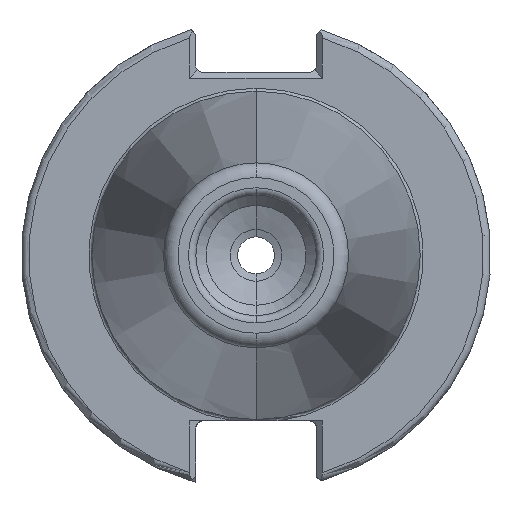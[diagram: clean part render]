
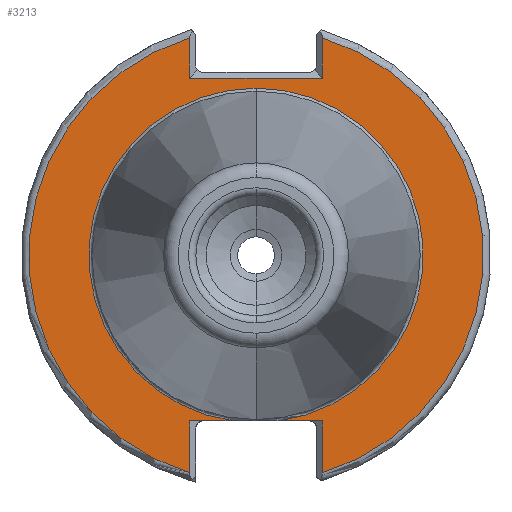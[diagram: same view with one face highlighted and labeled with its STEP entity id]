
A CAD part, left-side view. The second image highlights one B-rep face of the part: STEP entity #3213.
In plain terms, the highlighted planar face has unit normal (-1, 0, 0).
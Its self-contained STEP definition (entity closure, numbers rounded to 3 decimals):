
#116 = LINE ( 'NONE', #4620, #1593 ) ;
#118 = CIRCLE ( 'NONE', #2386, 30.775 ) ;
#129 = EDGE_CURVE ( 'NONE', #2748, #4712, #116, .T. ) ;
#156 = CARTESIAN_POINT ( 'NONE',  ( -76.82, -8.99, -22.41 ) ) ;
#233 = DIRECTION ( 'NONE',  ( 0., -1., 0. ) ) ;
#316 = AXIS2_PLACEMENT_3D ( 'NONE', #3527, #1028, #3923 ) ;
#350 = CARTESIAN_POINT ( 'NONE',  ( -76.82, -8.99, -29.433 ) ) ;
#358 = CARTESIAN_POINT ( 'NONE',  ( -76.82, -8.19, -22.41 ) ) ;
#633 = EDGE_CURVE ( 'NONE', #4553, #4634, #118, .T. ) ;
#652 = EDGE_CURVE ( 'NONE', #2756, #5156, #2504, .T. ) ;
#840 = DIRECTION ( 'NONE',  ( 0., 0., -1. ) ) ;
#879 = EDGE_CURVE ( 'NONE', #4910, #5156, #3832, .T. ) ;
#908 = CARTESIAN_POINT ( 'NONE',  ( -76.82, 0., 24. ) ) ;
#954 = EDGE_CURVE ( 'NONE', #3899, #4553, #3263, .T. ) ;
#962 = CARTESIAN_POINT ( 'NONE',  ( -76.82, 8.99, 30.701 ) ) ;
#1007 = CARTESIAN_POINT ( 'NONE',  ( -76.82, 8.99, 24. ) ) ;
#1028 = DIRECTION ( 'NONE',  ( -1., 0., 0. ) ) ;
#1064 = DIRECTION ( 'NONE',  ( 0., 0., 1. ) ) ;
#1076 = DIRECTION ( 'NONE',  ( -1., 0., 0. ) ) ;
#1085 = CARTESIAN_POINT ( 'NONE',  ( -76.82, 0., 0. ) ) ;
#1098 = CIRCLE ( 'NONE', #316, 22.625 ) ;
#1131 = DIRECTION ( 'NONE',  ( 0., 0., -1. ) ) ;
#1139 = CARTESIAN_POINT ( 'NONE',  ( -76.82, 0., 0. ) ) ;
#1149 = DIRECTION ( 'NONE',  ( -1., 0., 0. ) ) ;
#1157 = CARTESIAN_POINT ( 'NONE',  ( -76.82, 0., 0. ) ) ;
#1326 = LINE ( 'NONE', #3734, #3698 ) ;
#1408 = CARTESIAN_POINT ( 'NONE',  ( -76.82, -8.99, 24. ) ) ;
#1453 = CARTESIAN_POINT ( 'NONE',  ( -76.82, 8.99, 0. ) ) ;
#1528 = DIRECTION ( 'NONE',  ( 0., 0., -1. ) ) ;
#1534 = CARTESIAN_POINT ( 'NONE',  ( -76.82, -8.99, 29.433 ) ) ;
#1577 = VECTOR ( 'NONE', #4117, 1000. ) ;
#1593 = VECTOR ( 'NONE', #4641, 1000. ) ;
#1611 = CARTESIAN_POINT ( 'NONE',  ( -76.82, -8.99, 0. ) ) ;
#1661 = LINE ( 'NONE', #1453, #3897 ) ;
#1667 = DIRECTION ( 'NONE',  ( 0., 0., 1. ) ) ;
#1690 = LINE ( 'NONE', #1611, #1577 ) ;
#1925 = DIRECTION ( 'NONE',  ( 1., 0., 0. ) ) ;
#1953 = EDGE_CURVE ( 'NONE', #4634, #4910, #1661, .T. ) ;
#2386 = AXIS2_PLACEMENT_3D ( 'NONE', #1157, #1149, #1131 ) ;
#2504 = CIRCLE ( 'NONE', #2670, 22.625 ) ;
#2531 = EDGE_LOOP ( 'NONE', ( #2732, #2744, #2763, #2780, #2793, #2805, #2816, #2822, #2855, #2859, #2867 ) ) ;
#2640 = AXIS2_PLACEMENT_3D ( 'NONE', #1139, #4043, #1528 ) ;
#2670 = AXIS2_PLACEMENT_3D ( 'NONE', #1085, #1076, #1064 ) ;
#2699 = VECTOR ( 'NONE', #233, 1000. ) ;
#2732 = ORIENTED_EDGE ( 'NONE', *, *, #954, .T. ) ;
#2744 = ORIENTED_EDGE ( 'NONE', *, *, #633, .T. ) ;
#2748 = VERTEX_POINT ( 'NONE', #4354 ) ;
#2756 = VERTEX_POINT ( 'NONE', #4709 ) ;
#2763 = ORIENTED_EDGE ( 'NONE', *, *, #1953, .T. ) ;
#2765 = CARTESIAN_POINT ( 'NONE',  ( -76.82, 0., 0. ) ) ;
#2780 = ORIENTED_EDGE ( 'NONE', *, *, #879, .T. ) ;
#2793 = ORIENTED_EDGE ( 'NONE', *, *, #652, .F. ) ;
#2805 = ORIENTED_EDGE ( 'NONE', *, *, #3027, .F. ) ;
#2816 = ORIENTED_EDGE ( 'NONE', *, *, #129, .T. ) ;
#2822 = ORIENTED_EDGE ( 'NONE', *, *, #4503, .T. ) ;
#2855 = ORIENTED_EDGE ( 'NONE', *, *, #3204, .T. ) ;
#2859 = ORIENTED_EDGE ( 'NONE', *, *, #3273, .T. ) ;
#2867 = ORIENTED_EDGE ( 'NONE', *, *, #3317, .T. ) ;
#3027 = EDGE_CURVE ( 'NONE', #2748, #2756, #1098, .T. ) ;
#3093 = CIRCLE ( 'NONE', #2640, 30.775 ) ;
#3204 = EDGE_CURVE ( 'NONE', #4105, #4120, #3093, .T. ) ;
#3213 = ADVANCED_FACE ( 'NONE', ( #4957 ), #4443, .F. ) ;
#3263 = LINE ( 'NONE', #962, #3710 ) ;
#3273 = EDGE_CURVE ( 'NONE', #4120, #4262, #1326, .T. ) ;
#3317 = EDGE_CURVE ( 'NONE', #4262, #3899, #4257, .T. ) ;
#3527 = CARTESIAN_POINT ( 'NONE',  ( -76.82, 0., 0. ) ) ;
#3698 = VECTOR ( 'NONE', #840, 1000. ) ;
#3710 = VECTOR ( 'NONE', #1667, 1000. ) ;
#3734 = CARTESIAN_POINT ( 'NONE',  ( -76.82, -8.99, 24.8 ) ) ;
#3742 = CARTESIAN_POINT ( 'NONE',  ( -76.82, 8.99, 29.433 ) ) ;
#3789 = AXIS2_PLACEMENT_3D ( 'NONE', #2765, #1925, #4807 ) ;
#3801 = DIRECTION ( 'NONE',  ( 0., 1., 0. ) ) ;
#3832 = LINE ( 'NONE', #358, #2699 ) ;
#3897 = VECTOR ( 'NONE', #4371, 1000. ) ;
#3899 = VERTEX_POINT ( 'NONE', #1007 ) ;
#3923 = DIRECTION ( 'NONE',  ( 0., 0., 1. ) ) ;
#4043 = DIRECTION ( 'NONE',  ( -1., 0., 0. ) ) ;
#4105 = VERTEX_POINT ( 'NONE', #350 ) ;
#4111 = CARTESIAN_POINT ( 'NONE',  ( -76.82, 3.112, -22.41 ) ) ;
#4117 = DIRECTION ( 'NONE',  ( 0., 0., -1. ) ) ;
#4120 = VERTEX_POINT ( 'NONE', #1534 ) ;
#4137 = VECTOR ( 'NONE', #3801, 1000. ) ;
#4204 = CARTESIAN_POINT ( 'NONE',  ( -76.82, 8.99, -29.433 ) ) ;
#4257 = LINE ( 'NONE', #908, #4137 ) ;
#4262 = VERTEX_POINT ( 'NONE', #1408 ) ;
#4354 = CARTESIAN_POINT ( 'NONE',  ( -76.82, -3.112, -22.41 ) ) ;
#4371 = DIRECTION ( 'NONE',  ( 0., 0., 1. ) ) ;
#4443 = PLANE ( 'NONE',  #3789 ) ;
#4503 = EDGE_CURVE ( 'NONE', #4712, #4105, #1690, .T. ) ;
#4553 = VERTEX_POINT ( 'NONE', #3742 ) ;
#4620 = CARTESIAN_POINT ( 'NONE',  ( -76.82, -8.19, -22.41 ) ) ;
#4634 = VERTEX_POINT ( 'NONE', #4204 ) ;
#4641 = DIRECTION ( 'NONE',  ( 0., -1., 0. ) ) ;
#4709 = CARTESIAN_POINT ( 'NONE',  ( -76.82, 0., 22.625 ) ) ;
#4712 = VERTEX_POINT ( 'NONE', #156 ) ;
#4807 = DIRECTION ( 'NONE',  ( 0., 0., -1. ) ) ;
#4910 = VERTEX_POINT ( 'NONE', #5095 ) ;
#4957 = FACE_OUTER_BOUND ( 'NONE', #2531, .T. ) ;
#5095 = CARTESIAN_POINT ( 'NONE',  ( -76.82, 8.99, -22.41 ) ) ;
#5156 = VERTEX_POINT ( 'NONE', #4111 ) ;
